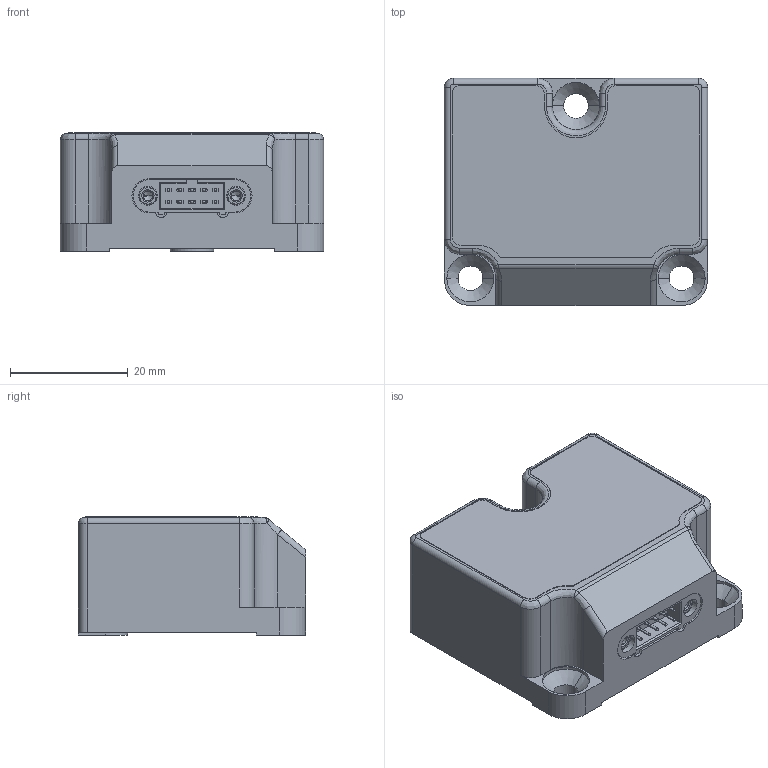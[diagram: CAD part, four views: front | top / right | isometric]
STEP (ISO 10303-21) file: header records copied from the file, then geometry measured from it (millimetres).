
FILE_DESCRIPTION (( 'STEP AP214' ), '1' );
FILE_NAME ('M5432.r8.STP', '2012-12-20T12:06:02', ( 'devotek' ), ( '' ), 'SwSTEP 2.0', 'SolidWorks 2011', '' );
FILE_SCHEMA (( 'AUTOMOTIVE_DESIGN' ));
Length unit declared in the file: millimetre
Products named in the file (6): SIMU-label-m-strekkode; 83744; 83734; 83746; 83745_1; M5432.r8
Assembly tree (8 placements, depth 2):
  M5432.r8
    83734
    SIMU-label-m-strekkode
    83744  x4
    83745_1
    83746
Bounding box: 44.75 x 38.6 x 20.1 mm (x, y, z)
Volume: 14753.8 mm3; surface area: 16571.8 mm2
Topology: 28 solids, 28 shells, 1367 faces, 3694 edges, 2436 vertices
Faces by surface type: plane 701, cylinder 515, bspline 95, cone 54, torus 2
Entity records: 58124 total; most frequent: CARTESIAN_POINT 11678, ORIENTED_EDGE 6888, DIRECTION 6226, EDGE_CURVE 3444, VERTEX_POINT 2298, LINE 2234, VECTOR 2234, AXIS2_PLACEMENT_3D 1996
